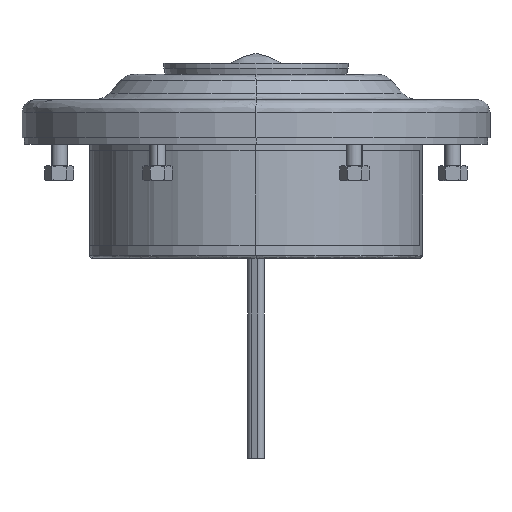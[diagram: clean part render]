
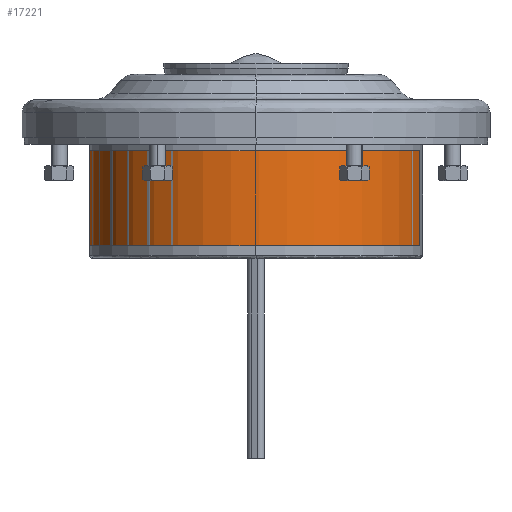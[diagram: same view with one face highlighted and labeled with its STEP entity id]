
A CAD part, left-side view. The second image highlights one B-rep face of the part: STEP entity #17221.
In plain terms, the highlighted cylindrical face has radius 52.6 mm (diameter 105.2 mm), a partial arc.
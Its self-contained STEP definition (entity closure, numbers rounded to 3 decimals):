
#54 = CARTESIAN_POINT ( 'NONE',  ( 36.539, 37.837, -34. ) ) ;
#212 = CARTESIAN_POINT ( 'NONE',  ( 0., 0., -34. ) ) ;
#1308 = DIRECTION ( 'NONE',  ( 0., 0., 1. ) ) ;
#1367 = CARTESIAN_POINT ( 'NONE',  ( 0., 0., -4. ) ) ;
#2313 = VERTEX_POINT ( 'NONE', #54 ) ;
#2496 = VERTEX_POINT ( 'NONE', #14846 ) ;
#3030 = EDGE_CURVE ( 'NONE', #11180, #2313, #9453, .T. ) ;
#3171 = LINE ( 'NONE', #6292, #7121 ) ;
#3294 = AXIS2_PLACEMENT_3D ( 'NONE', #212, #16760, #10711 ) ;
#3565 = DIRECTION ( 'NONE',  ( 0., 0., 1. ) ) ;
#4848 = CARTESIAN_POINT ( 'NONE',  ( 36.539, 37.837, -4. ) ) ;
#5411 = AXIS2_PLACEMENT_3D ( 'NONE', #1367, #7474, #16508 ) ;
#6292 = CARTESIAN_POINT ( 'NONE',  ( -10.936, -51.451, -34. ) ) ;
#7121 = VECTOR ( 'NONE', #3565, 1000. ) ;
#7420 = DIRECTION ( 'NONE',  ( 1., 0., 0. ) ) ;
#7474 = DIRECTION ( 'NONE',  ( 0., 0., -1. ) ) ;
#7627 = EDGE_CURVE ( 'NONE', #2313, #10685, #12399, .T. ) ;
#7860 = EDGE_CURVE ( 'NONE', #2496, #11180, #11776, .T. ) ;
#9453 = LINE ( 'NONE', #12231, #16358 ) ;
#9613 = FACE_OUTER_BOUND ( 'NONE', #11153, .T. ) ;
#10685 = VERTEX_POINT ( 'NONE', #14225 ) ;
#10711 = DIRECTION ( 'NONE',  ( 1., 0., 0. ) ) ;
#11153 = EDGE_LOOP ( 'NONE', ( #13913, #14183, #15351, #11783 ) ) ;
#11180 = VERTEX_POINT ( 'NONE', #4848 ) ;
#11776 = CIRCLE ( 'NONE', #5411, 52.6 ) ;
#11783 = ORIENTED_EDGE ( 'NONE', *, *, #3030, .T. ) ;
#12231 = CARTESIAN_POINT ( 'NONE',  ( 36.539, 37.837, -34. ) ) ;
#12399 = CIRCLE ( 'NONE', #19075, 52.6 ) ;
#13913 = ORIENTED_EDGE ( 'NONE', *, *, #7627, .T. ) ;
#14010 = DIRECTION ( 'NONE',  ( 0., 0., -1. ) ) ;
#14183 = ORIENTED_EDGE ( 'NONE', *, *, #15131, .T. ) ;
#14225 = CARTESIAN_POINT ( 'NONE',  ( -10.936, -51.451, -34. ) ) ;
#14846 = CARTESIAN_POINT ( 'NONE',  ( -10.936, -51.451, -4. ) ) ;
#15131 = EDGE_CURVE ( 'NONE', #10685, #2496, #3171, .T. ) ;
#15351 = ORIENTED_EDGE ( 'NONE', *, *, #7860, .T. ) ;
#15666 = CYLINDRICAL_SURFACE ( 'NONE', #3294, 52.6 ) ;
#16358 = VECTOR ( 'NONE', #14010, 1000. ) ;
#16508 = DIRECTION ( 'NONE',  ( 1., 0., 0. ) ) ;
#16760 = DIRECTION ( 'NONE',  ( 0., 0., 1. ) ) ;
#16951 = CARTESIAN_POINT ( 'NONE',  ( 0., 0., -34. ) ) ;
#17221 = ADVANCED_FACE ( 'NONE', ( #9613 ), #15666, .T. ) ;
#19075 = AXIS2_PLACEMENT_3D ( 'NONE', #16951, #1308, #7420 ) ;
